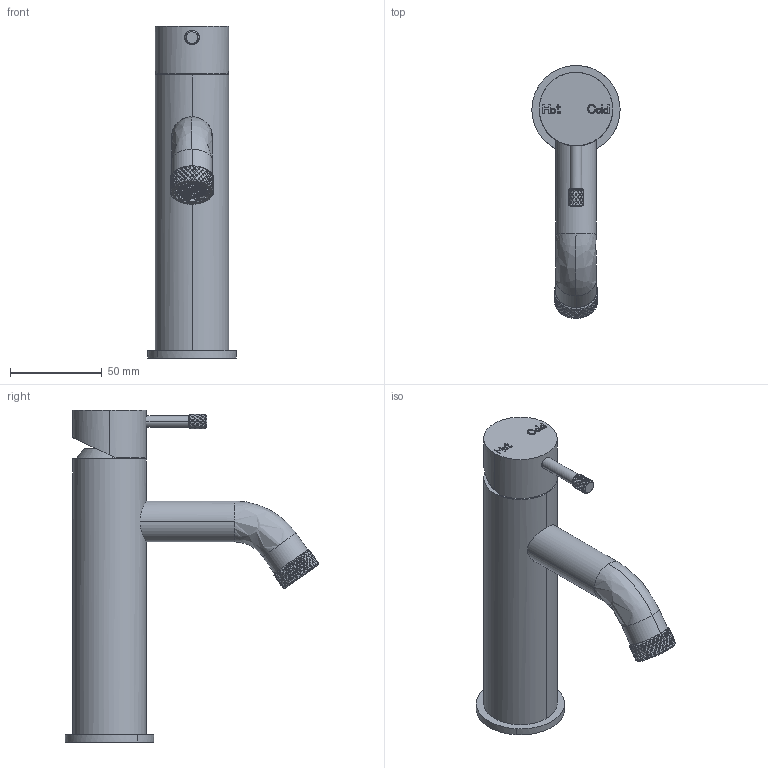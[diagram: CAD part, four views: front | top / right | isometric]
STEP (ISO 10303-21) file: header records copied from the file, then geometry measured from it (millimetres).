
FILE_DESCRIPTION(/* description */ (''),/* implementation_level */ '2;1');
FILE_NAME(/* name */ 'SCALA_NOVA_SNBM.01_BASIN_MIXER_STEP',/* time_stamp */ '2026-02-16T11:49:04+11:00',/* author */ (''),/* organization */ (''),/* preprocessor_version */ 'ST-DEVELOPER v16.5',/* originating_system */ 'Rhino 7.38',/* authorisation */ '');
FILE_SCHEMA (('AUTOMOTIVE_DESIGN'));
Length unit declared in the file: millimetre
Products named in the file (2): Document; Block 01
Assembly tree (1 placements, depth 2):
  Document
    Block 01
Bounding box: 48 x 137.75 x 180.64 mm (x, y, z)
Volume: 252214.8 mm3; surface area: 47207.7 mm2
Topology: 11 solids, 11 shells, 2517 faces, 5880 edges, 3526 vertices
Faces by surface type: bspline 1123, plane 966, cylinder 428
Entity records: 101413 total; most frequent: CARTESIAN_POINT 64291, ORIENTED_EDGE 11752, EDGE_CURVE 5876, B_SPLINE_CURVE_WITH_KNOTS 3863, VERTEX_POINT 3524, EDGE_LOOP 2664, ADVANCED_FACE 2516, FACE_OUTER_BOUND 2516
